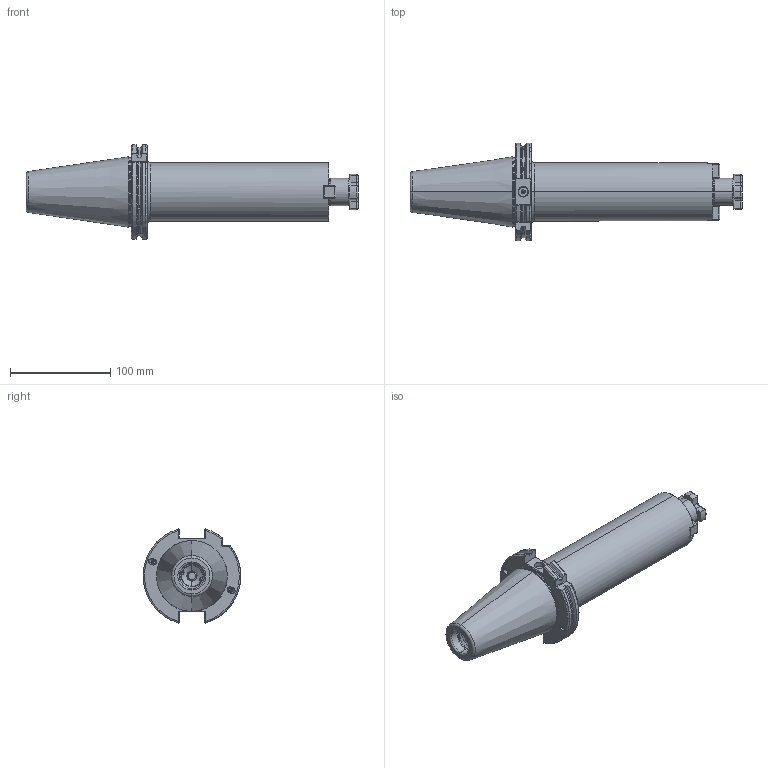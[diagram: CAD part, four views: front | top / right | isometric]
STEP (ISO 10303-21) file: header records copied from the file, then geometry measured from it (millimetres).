
FILE_DESCRIPTION (( 'STEP AP203' ), '1' );
FILE_NAME ('503.11.27.3.STEP', '2016-07-23T03:51:58', ( '' ), ( '' ), 'SwSTEP 2.0', 'SolidWorks 2012', '' );
FILE_SCHEMA (( 'CONFIG_CONTROL_DESIGN' ));
Length unit declared in the file: millimetre
Products named in the file (5): 102.11.27_M4xP0.7-16L; 面銑刀墊塊27; 503.11.27.3; 十字螺絲FMB27
Assembly tree (6 placements, depth 2):
  503.11.27.3
    503.11.27.3
    十字螺絲FMB27
    面銑刀墊塊27  x2
    102.11.27_M4xP0.7-16L  x2
Bounding box: 330.75 x 97.32 x 93.81 mm (x, y, z)
Volume: 755080.4 mm3; surface area: 102272.3 mm2
Topology: 6 solids, 6 shells, 660 faces, 1749 edges, 1091 vertices
Faces by surface type: cylinder 323, plane 162, cone 70, torus 63, bspline 42
Entity records: 40711 total; most frequent: CARTESIAN_POINT 27983, ORIENTED_EDGE 2916, DIRECTION 2187, EDGE_CURVE 1458, VERTEX_POINT 923, AXIS2_PLACEMENT_3D 829, EDGE_LOOP 569, ADVANCED_FACE 548
